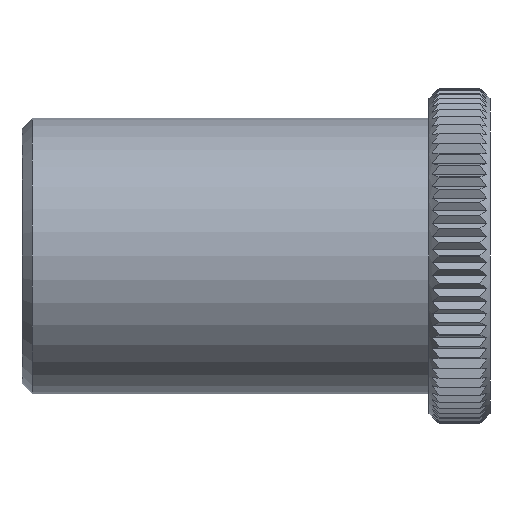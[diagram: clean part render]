
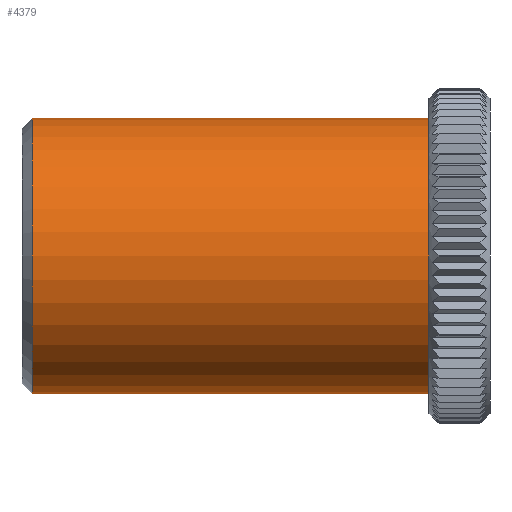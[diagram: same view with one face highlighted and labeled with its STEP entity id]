
A CAD part, front view. The second image highlights one B-rep face of the part: STEP entity #4379.
In plain terms, the highlighted cylindrical face has radius 10.325 mm (diameter 20.65 mm), a partial arc.
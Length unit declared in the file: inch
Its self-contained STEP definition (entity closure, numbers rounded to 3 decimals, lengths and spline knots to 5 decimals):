
#259 = FACE_OUTER_BOUND ( 'NONE', #4380, .T. ) ;
#260 = DIRECTION ( 'NONE',  ( 0., 0., 1. ) ) ;
#261 = DIRECTION ( 'NONE',  ( -1., 0., 0. ) ) ;
#262 = CARTESIAN_POINT ( 'NONE',  ( 1.2, 0., 0. ) ) ;
#263 = AXIS2_PLACEMENT_3D ( 'NONE', #262, #261, #260 ) ;
#264 = CIRCLE ( 'NONE', #263, 0.4065 ) ;
#307 = DIRECTION ( 'NONE',  ( 0., 0., 1. ) ) ;
#308 = DIRECTION ( 'NONE',  ( -1., 0., 0. ) ) ;
#317 = CARTESIAN_POINT ( 'NONE',  ( 0., 0., 0. ) ) ;
#318 = AXIS2_PLACEMENT_3D ( 'NONE', #317, #308, #307 ) ;
#319 = CYLINDRICAL_SURFACE ( 'NONE', #318, 0.4065 ) ;
#749 = DIRECTION ( 'NONE',  ( 0., 0., 1. ) ) ;
#750 = DIRECTION ( 'NONE',  ( -1., 0., 0. ) ) ;
#751 = CARTESIAN_POINT ( 'NONE',  ( 0.03, 0., 0. ) ) ;
#752 = AXIS2_PLACEMENT_3D ( 'NONE', #751, #750, #749 ) ;
#753 = CIRCLE ( 'NONE', #752, 0.4065 ) ;
#4375 = EDGE_CURVE ( 'NONE', #5820, #5833, #264, .T. ) ;
#4379 = ADVANCED_FACE ( 'NONE', ( #259 ), #319, .T. ) ;
#4380 = EDGE_LOOP ( 'NONE', ( #4381, #4442, #4443, #4444 ) ) ;
#4381 = ORIENTED_EDGE ( 'NONE', *, *, #5822, .F. ) ;
#4442 = ORIENTED_EDGE ( 'NONE', *, *, #4375, .T. ) ;
#4443 = ORIENTED_EDGE ( 'NONE', *, *, #5825, .T. ) ;
#4444 = ORIENTED_EDGE ( 'NONE', *, *, #4445, .F. ) ;
#4445 = EDGE_CURVE ( 'NONE', #5807, #5806, #753, .T. ) ;
#5806 = VERTEX_POINT ( 'NONE', #8606 ) ;
#5807 = VERTEX_POINT ( 'NONE', #8607 ) ;
#5820 = VERTEX_POINT ( 'NONE', #8605 ) ;
#5822 = EDGE_CURVE ( 'NONE', #5820, #5807, #8604, .T. ) ;
#5825 = EDGE_CURVE ( 'NONE', #5833, #5806, #8596, .T. ) ;
#5833 = VERTEX_POINT ( 'NONE', #8918 ) ;
#8593 = DIRECTION ( 'NONE',  ( -1., 0., 0. ) ) ;
#8594 = VECTOR ( 'NONE', #8593, 39.37008 ) ;
#8595 = CARTESIAN_POINT ( 'NONE',  ( 0., 0., 0.4065 ) ) ;
#8596 = LINE ( 'NONE', #8595, #8594 ) ;
#8598 = DIRECTION ( 'NONE',  ( -1., 0., 0. ) ) ;
#8599 = VECTOR ( 'NONE', #8598, 39.37008 ) ;
#8600 = CARTESIAN_POINT ( 'NONE',  ( 0., 0., -0.4065 ) ) ;
#8604 = LINE ( 'NONE', #8600, #8599 ) ;
#8605 = CARTESIAN_POINT ( 'NONE',  ( 1.2, 0., -0.4065 ) ) ;
#8606 = CARTESIAN_POINT ( 'NONE',  ( 0.03, 0., 0.4065 ) ) ;
#8607 = CARTESIAN_POINT ( 'NONE',  ( 0.03, 0., -0.4065 ) ) ;
#8918 = CARTESIAN_POINT ( 'NONE',  ( 1.2, 0., 0.4065 ) ) ;
